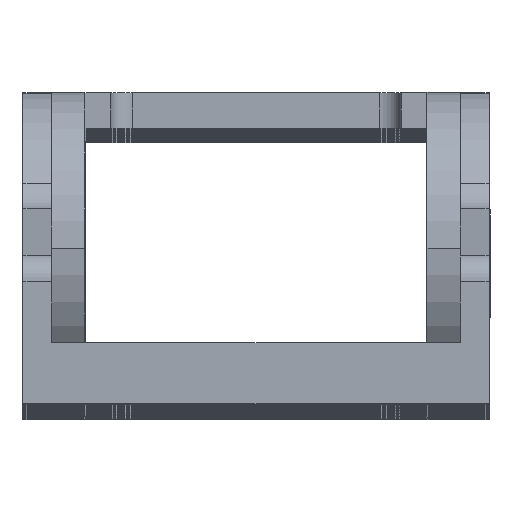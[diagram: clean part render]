
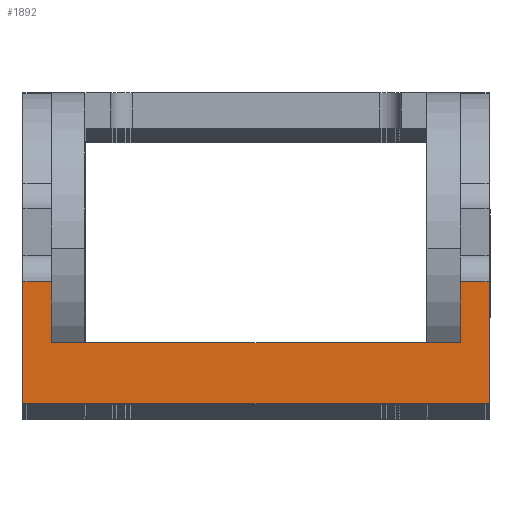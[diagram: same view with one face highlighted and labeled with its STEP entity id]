
A CAD part, top view. The second image highlights one B-rep face of the part: STEP entity #1892.
In plain terms, the highlighted face is planar.
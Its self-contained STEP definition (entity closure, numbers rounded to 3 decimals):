
#23 = LINE ( 'NONE', #417, #5443 ) ;
#33 = DIRECTION ( 'NONE',  ( 0., 1., 0. ) ) ;
#58 = DIRECTION ( 'NONE',  ( 0., 1., 0. ) ) ;
#96 = VERTEX_POINT ( 'NONE', #659 ) ;
#324 = VERTEX_POINT ( 'NONE', #3150 ) ;
#409 = VECTOR ( 'NONE', #33, 1000. ) ;
#417 = CARTESIAN_POINT ( 'NONE',  ( -25.9, 13.544, 0. ) ) ;
#460 = ORIENTED_EDGE ( 'NONE', *, *, #5609, .T. ) ;
#623 = DIRECTION ( 'NONE',  ( 0., 0., -1. ) ) ;
#659 = CARTESIAN_POINT ( 'NONE',  ( 25.9, 13.544, 0. ) ) ;
#681 = ORIENTED_EDGE ( 'NONE', *, *, #5604, .F. ) ;
#705 = EDGE_CURVE ( 'NONE', #1709, #2954, #3082, .T. ) ;
#802 = EDGE_LOOP ( 'NONE', ( #4825, #2538, #3537, #681, #5268, #460, #864, #5406 ) ) ;
#864 = ORIENTED_EDGE ( 'NONE', *, *, #1693, .T. ) ;
#900 = CARTESIAN_POINT ( 'NONE',  ( 22.7, 13.544, 0. ) ) ;
#1036 = LINE ( 'NONE', #5586, #3158 ) ;
#1383 = DIRECTION ( 'NONE',  ( 1., 0., 0. ) ) ;
#1423 = CARTESIAN_POINT ( 'NONE',  ( -22.7, 13.544, 0. ) ) ;
#1610 = DIRECTION ( 'NONE',  ( 0., 1., 0. ) ) ;
#1693 = EDGE_CURVE ( 'NONE', #4474, #96, #3189, .T. ) ;
#1709 = VERTEX_POINT ( 'NONE', #5502 ) ;
#1892 = ADVANCED_FACE ( 'NONE', ( #5589 ), #2399, .T. ) ;
#1965 = CARTESIAN_POINT ( 'NONE',  ( 25.9, 13.544, 0. ) ) ;
#2018 = VECTOR ( 'NONE', #58, 1000. ) ;
#2399 = PLANE ( 'NONE',  #5032 ) ;
#2456 = VECTOR ( 'NONE', #5010, 1000. ) ;
#2458 = DIRECTION ( 'NONE',  ( 1., 0., 0. ) ) ;
#2538 = ORIENTED_EDGE ( 'NONE', *, *, #4749, .T. ) ;
#2695 = CARTESIAN_POINT ( 'NONE',  ( -25.9, 13.544, 0. ) ) ;
#2707 = LINE ( 'NONE', #4100, #2018 ) ;
#2954 = VERTEX_POINT ( 'NONE', #4703 ) ;
#3082 = LINE ( 'NONE', #3175, #4150 ) ;
#3150 = CARTESIAN_POINT ( 'NONE',  ( -25.9, 0., 0. ) ) ;
#3158 = VECTOR ( 'NONE', #2458, 1000. ) ;
#3175 = CARTESIAN_POINT ( 'NONE',  ( -53.455, 6.772, 0. ) ) ;
#3189 = LINE ( 'NONE', #5038, #2456 ) ;
#3392 = CARTESIAN_POINT ( 'NONE',  ( -25.9, 13.544, 0. ) ) ;
#3537 = ORIENTED_EDGE ( 'NONE', *, *, #4771, .T. ) ;
#3557 = DIRECTION ( 'NONE',  ( 1., 0., 0. ) ) ;
#3629 = CARTESIAN_POINT ( 'NONE',  ( 22.7, 13.544, 0. ) ) ;
#3631 = CARTESIAN_POINT ( 'NONE',  ( 25.9, 0., 0. ) ) ;
#3850 = LINE ( 'NONE', #1965, #4606 ) ;
#3998 = VERTEX_POINT ( 'NONE', #1423 ) ;
#4074 = EDGE_CURVE ( 'NONE', #5587, #96, #3850, .T. ) ;
#4100 = CARTESIAN_POINT ( 'NONE',  ( -22.7, 13.544, 0. ) ) ;
#4150 = VECTOR ( 'NONE', #3557, 1000. ) ;
#4344 = VERTEX_POINT ( 'NONE', #5499 ) ;
#4474 = VERTEX_POINT ( 'NONE', #3629 ) ;
#4559 = EDGE_CURVE ( 'NONE', #324, #5587, #1036, .T. ) ;
#4606 = VECTOR ( 'NONE', #1610, 1000. ) ;
#4703 = CARTESIAN_POINT ( 'NONE',  ( 22.7, 6.772, 0. ) ) ;
#4749 = EDGE_CURVE ( 'NONE', #324, #4344, #23, .T. ) ;
#4768 = DIRECTION ( 'NONE',  ( -1., 0., 0. ) ) ;
#4771 = EDGE_CURVE ( 'NONE', #4344, #3998, #5467, .T. ) ;
#4825 = ORIENTED_EDGE ( 'NONE', *, *, #4559, .F. ) ;
#5010 = DIRECTION ( 'NONE',  ( 1., 0., 0. ) ) ;
#5032 = AXIS2_PLACEMENT_3D ( 'NONE', #3392, #623, #4768 ) ;
#5038 = CARTESIAN_POINT ( 'NONE',  ( -25.9, 13.544, 0. ) ) ;
#5063 = LINE ( 'NONE', #900, #409 ) ;
#5268 = ORIENTED_EDGE ( 'NONE', *, *, #705, .T. ) ;
#5406 = ORIENTED_EDGE ( 'NONE', *, *, #4074, .F. ) ;
#5443 = VECTOR ( 'NONE', #5493, 1000. ) ;
#5467 = LINE ( 'NONE', #2695, #5526 ) ;
#5493 = DIRECTION ( 'NONE',  ( 0., 1., 0. ) ) ;
#5499 = CARTESIAN_POINT ( 'NONE',  ( -25.9, 13.544, 0. ) ) ;
#5502 = CARTESIAN_POINT ( 'NONE',  ( -22.7, 6.772, 0. ) ) ;
#5526 = VECTOR ( 'NONE', #1383, 1000. ) ;
#5586 = CARTESIAN_POINT ( 'NONE',  ( -25.9, 0., 0. ) ) ;
#5587 = VERTEX_POINT ( 'NONE', #3631 ) ;
#5589 = FACE_OUTER_BOUND ( 'NONE', #802, .T. ) ;
#5604 = EDGE_CURVE ( 'NONE', #1709, #3998, #2707, .T. ) ;
#5609 = EDGE_CURVE ( 'NONE', #2954, #4474, #5063, .T. ) ;
